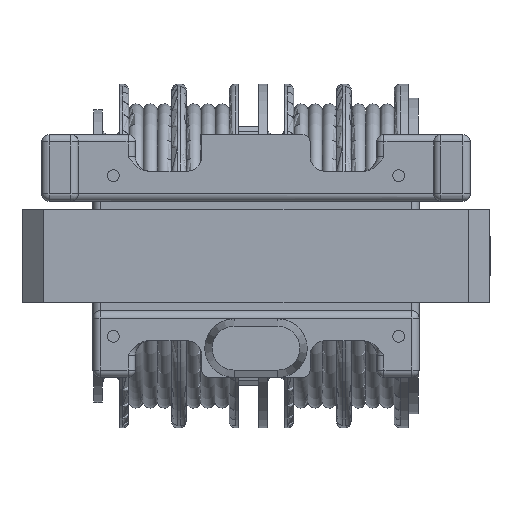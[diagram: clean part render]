
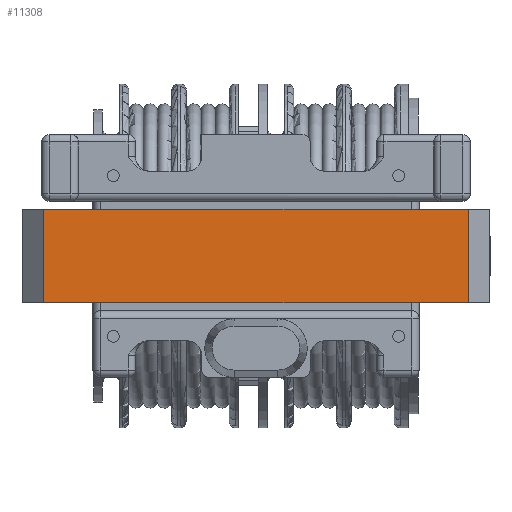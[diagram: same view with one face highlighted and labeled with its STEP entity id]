
A CAD part, front view. The second image highlights one B-rep face of the part: STEP entity #11308.
In plain terms, the highlighted planar face has unit normal (0, -1, 0).
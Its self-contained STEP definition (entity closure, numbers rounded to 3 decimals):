
#826 = VECTOR ( 'NONE', #9144, 1000. ) ;
#1454 = VERTEX_POINT ( 'NONE', #10028 ) ;
#3052 = CARTESIAN_POINT ( 'NONE',  ( -14.5, -16.6, -3.2 ) ) ;
#3507 = CARTESIAN_POINT ( 'NONE',  ( 14.5, -16.6, -3.2 ) ) ;
#3911 = VECTOR ( 'NONE', #31126, 1000. ) ;
#4072 = ORIENTED_EDGE ( 'NONE', *, *, #28377, .T. ) ;
#4227 = CARTESIAN_POINT ( 'NONE',  ( -15., -16.6, -3.2 ) ) ;
#5565 = DIRECTION ( 'NONE',  ( 1., 0., 0. ) ) ;
#5755 = AXIS2_PLACEMENT_3D ( 'NONE', #31089, #18940, #5565 ) ;
#6052 = LINE ( 'NONE', #20057, #15265 ) ;
#6390 = EDGE_CURVE ( 'NONE', #7423, #1454, #26652, .T. ) ;
#7423 = VERTEX_POINT ( 'NONE', #3507 ) ;
#9144 = DIRECTION ( 'NONE',  ( -1., 0., 0. ) ) ;
#9368 = EDGE_CURVE ( 'NONE', #28663, #1454, #16302, .T. ) ;
#9676 = ORIENTED_EDGE ( 'NONE', *, *, #12174, .T. ) ;
#9996 = CARTESIAN_POINT ( 'NONE',  ( -14.5, -16.6, 3.2 ) ) ;
#10028 = CARTESIAN_POINT ( 'NONE',  ( -14.5, -16.6, -3.2 ) ) ;
#10232 = ORIENTED_EDGE ( 'NONE', *, *, #9368, .T. ) ;
#11308 = ADVANCED_FACE ( 'NONE', ( #28346 ), #14088, .F. ) ;
#12174 = EDGE_CURVE ( 'NONE', #26515, #28663, #6052, .T. ) ;
#12796 = DIRECTION ( 'NONE',  ( 0., 0., -1. ) ) ;
#14088 = PLANE ( 'NONE',  #5755 ) ;
#15265 = VECTOR ( 'NONE', #22518, 1000. ) ;
#16302 = LINE ( 'NONE', #3052, #20831 ) ;
#18038 = EDGE_LOOP ( 'NONE', ( #22615, #4072, #9676, #10232 ) ) ;
#18940 = DIRECTION ( 'NONE',  ( 0., 1., 0. ) ) ;
#20057 = CARTESIAN_POINT ( 'NONE',  ( -15., -16.6, 3.2 ) ) ;
#20831 = VECTOR ( 'NONE', #12796, 1000. ) ;
#21099 = CARTESIAN_POINT ( 'NONE',  ( 14.5, -16.6, -3.2 ) ) ;
#22518 = DIRECTION ( 'NONE',  ( -1., 0., 0. ) ) ;
#22615 = ORIENTED_EDGE ( 'NONE', *, *, #6390, .F. ) ;
#22695 = CARTESIAN_POINT ( 'NONE',  ( 14.5, -16.6, 3.2 ) ) ;
#23343 = LINE ( 'NONE', #21099, #3911 ) ;
#26515 = VERTEX_POINT ( 'NONE', #22695 ) ;
#26652 = LINE ( 'NONE', #4227, #826 ) ;
#28346 = FACE_OUTER_BOUND ( 'NONE', #18038, .T. ) ;
#28377 = EDGE_CURVE ( 'NONE', #7423, #26515, #23343, .T. ) ;
#28663 = VERTEX_POINT ( 'NONE', #9996 ) ;
#31089 = CARTESIAN_POINT ( 'NONE',  ( -15., -16.6, -3.2 ) ) ;
#31126 = DIRECTION ( 'NONE',  ( 0., 0., 1. ) ) ;
